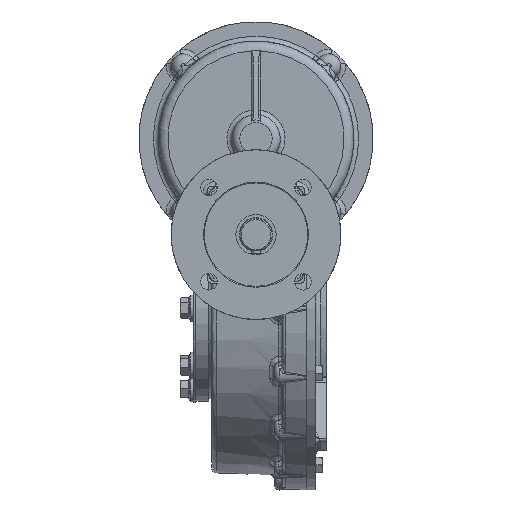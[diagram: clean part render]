
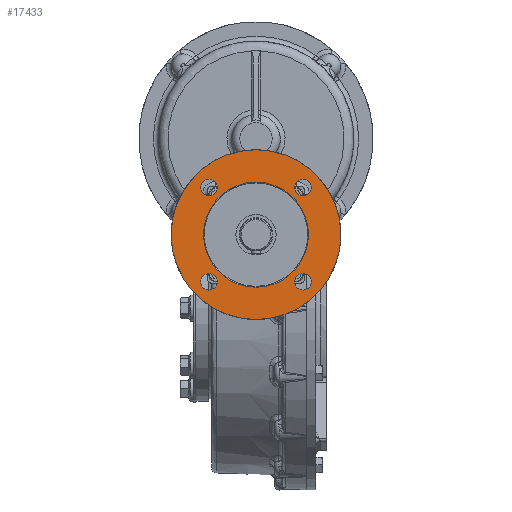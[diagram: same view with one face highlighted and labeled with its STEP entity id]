
A CAD part, left-side view. The second image highlights one B-rep face of the part: STEP entity #17433.
In plain terms, the highlighted planar face has unit normal (-1, 0, 0).
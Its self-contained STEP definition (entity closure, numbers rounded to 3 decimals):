
#1447=PLANE('',#19127);
#3543=ORIENTED_EDGE('',*,*,#8684,.F.);
#3544=ORIENTED_EDGE('',*,*,#8686,.F.);
#3545=ORIENTED_EDGE('',*,*,#8688,.F.);
#3546=ORIENTED_EDGE('',*,*,#8690,.F.);
#3547=ORIENTED_EDGE('',*,*,#8757,.T.);
#3548=ORIENTED_EDGE('',*,*,#8756,.T.);
#8684=EDGE_CURVE('',#11497,#11497,#13265,.T.);
#8686=EDGE_CURVE('',#11499,#11499,#13267,.T.);
#8688=EDGE_CURVE('',#11501,#11501,#13269,.T.);
#8690=EDGE_CURVE('',#11503,#11503,#13271,.T.);
#8756=EDGE_CURVE('',#11553,#11553,#13337,.T.);
#8757=EDGE_CURVE('',#11554,#11554,#13338,.T.);
#11497=VERTEX_POINT('',#26482);
#11499=VERTEX_POINT('',#26487);
#11501=VERTEX_POINT('',#26492);
#11503=VERTEX_POINT('',#26497);
#11553=VERTEX_POINT('',#26639);
#11554=VERTEX_POINT('',#26642);
#13265=CIRCLE('',#19025,10.25);
#13267=CIRCLE('',#19028,10.25);
#13269=CIRCLE('',#19031,10.25);
#13271=CIRCLE('',#19034,10.25);
#13337=CIRCLE('',#19126,65.);
#13338=CIRCLE('',#19128,105.);
#14459=EDGE_LOOP('',(#3543));
#14460=EDGE_LOOP('',(#3544));
#14461=EDGE_LOOP('',(#3545));
#14462=EDGE_LOOP('',(#3546));
#14463=EDGE_LOOP('',(#3547));
#14464=EDGE_LOOP('',(#3548));
#15826=FACE_BOUND('',#14459,.T.);
#15827=FACE_BOUND('',#14460,.T.);
#15828=FACE_BOUND('',#14461,.T.);
#15829=FACE_BOUND('',#14462,.T.);
#15830=FACE_BOUND('',#14463,.T.);
#15831=FACE_BOUND('',#14464,.T.);
#17433=ADVANCED_FACE('',(#15826,#15827,#15828,#15829,#15830,#15831),#1447,
 .F.);
#19025=AXIS2_PLACEMENT_3D('',#26481,#21217,#21218);
#19028=AXIS2_PLACEMENT_3D('',#26486,#21223,#21224);
#19031=AXIS2_PLACEMENT_3D('',#26491,#21229,#21230);
#19034=AXIS2_PLACEMENT_3D('',#26496,#21235,#21236);
#19126=AXIS2_PLACEMENT_3D('',#26638,#21419,#21420);
#19127=AXIS2_PLACEMENT_3D('',#26640,#21421,#21422);
#19128=AXIS2_PLACEMENT_3D('',#26641,#21423,#21424);
#21217=DIRECTION('',(-1.,0.,0.));
#21218=DIRECTION('',(0.,1.,0.));
#21223=DIRECTION('',(-1.,0.,0.));
#21224=DIRECTION('',(0.,0.,1.));
#21229=DIRECTION('',(-1.,0.,0.));
#21230=DIRECTION('',(0.,-1.,0.));
#21235=DIRECTION('',(-1.,0.,0.));
#21236=DIRECTION('',(0.,0.,-1.));
#21419=DIRECTION('',(1.,0.,0.));
#21420=DIRECTION('',(0.,0.,-1.));
#21421=DIRECTION('',(1.,0.,0.));
#21422=DIRECTION('',(0.,-1.,0.));
#21423=DIRECTION('',(-1.,0.,0.));
#21424=DIRECTION('',(0.,1.,0.));
#26481=CARTESIAN_POINT('',(-459.665,75.436,32.589));
#26482=CARTESIAN_POINT('',(-459.665,85.686,32.589));
#26486=CARTESIAN_POINT('',(-459.665,75.436,149.261));
#26487=CARTESIAN_POINT('',(-459.665,75.436,159.511));
#26491=CARTESIAN_POINT('',(-459.665,-41.236,149.261));
#26492=CARTESIAN_POINT('',(-459.665,-51.486,149.261));
#26496=CARTESIAN_POINT('',(-459.665,-41.236,32.589));
#26497=CARTESIAN_POINT('',(-459.665,-41.236,22.339));
#26638=CARTESIAN_POINT('',(-459.665,17.1,90.925));
#26639=CARTESIAN_POINT('',(-459.665,17.1,25.925));
#26640=CARTESIAN_POINT('',(-459.665,17.1,-14.075));
#26641=CARTESIAN_POINT('',(-459.665,17.1,90.925));
#26642=CARTESIAN_POINT('',(-459.665,122.1,90.925));
